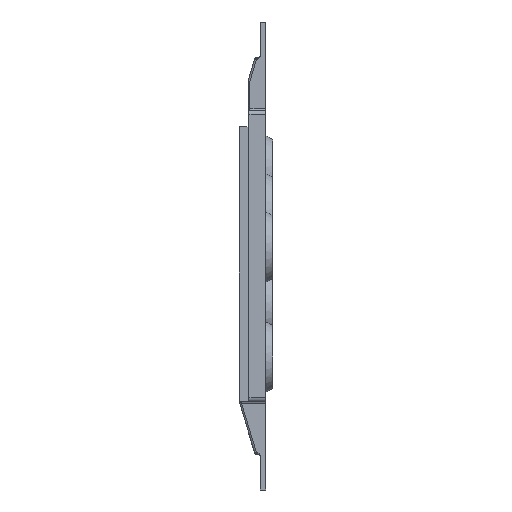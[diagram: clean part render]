
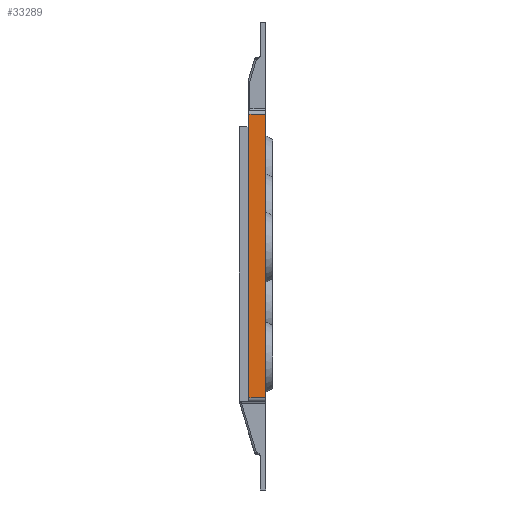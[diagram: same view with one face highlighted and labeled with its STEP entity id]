
A CAD part, left-side view. The second image highlights one B-rep face of the part: STEP entity #33289.
In plain terms, the highlighted planar face has unit normal (-1, 0, 0).
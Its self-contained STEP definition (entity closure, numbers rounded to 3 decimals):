
#243 = VERTEX_POINT ( 'NONE', #14890 ) ;
#577 = VERTEX_POINT ( 'NONE', #14937 ) ;
#714 = VERTEX_POINT ( 'NONE', #15349 ) ;
#1234 = VERTEX_POINT ( 'NONE', #15240 ) ;
#4521 = LINE ( 'NONE', #164268, #4528 ) ;
#4528 = VECTOR ( 'NONE', #164299, 1000. ) ;
#4570 = LINE ( 'NONE', #164764, #4583 ) ;
#4582 = LINE ( 'NONE', #164781, #4585 ) ;
#4583 = VECTOR ( 'NONE', #164712, 1000. ) ;
#4585 = VECTOR ( 'NONE', #164787, 1000. ) ;
#4820 = LINE ( 'NONE', #167497, #4823 ) ;
#4823 = VECTOR ( 'NONE', #167502, 1000. ) ;
#11220 = ORIENTED_EDGE ( 'NONE', *, *, #86126, .T. ) ;
#11447 = ORIENTED_EDGE ( 'NONE', *, *, #86127, .T. ) ;
#11466 = ORIENTED_EDGE ( 'NONE', *, *, #86093, .T. ) ;
#11897 = ORIENTED_EDGE ( 'NONE', *, *, #86289, .T. ) ;
#14890 = CARTESIAN_POINT ( 'NONE',  ( -459.04, 73.894, -163.626 ) ) ;
#14937 = CARTESIAN_POINT ( 'NONE',  ( -459.04, 54.894, 156.374 ) ) ;
#15240 = CARTESIAN_POINT ( 'NONE',  ( -459.04, 73.894, 156.374 ) ) ;
#15349 = CARTESIAN_POINT ( 'NONE',  ( -459.04, 54.894, -163.626 ) ) ;
#33289 = ADVANCED_FACE ( 'NONE', ( #64621 ), #69235, .F. ) ;
#64621 = FACE_OUTER_BOUND ( 'NONE', #160461, .T. ) ;
#69228 = CARTESIAN_POINT ( 'NONE',  ( -459.04, 84.894, 160.374 ) ) ;
#69235 = PLANE ( 'NONE',  #89936 ) ;
#69237 = DIRECTION ( 'NONE',  ( 1., 0., 0. ) ) ;
#69238 = DIRECTION ( 'NONE',  ( 0., 0., -1. ) ) ;
#86093 = EDGE_CURVE ( 'NONE', #577, #1234, #4521, .T. ) ;
#86126 = EDGE_CURVE ( 'NONE', #243, #714, #4570, .T. ) ;
#86127 = EDGE_CURVE ( 'NONE', #1234, #243, #4582, .T. ) ;
#86289 = EDGE_CURVE ( 'NONE', #714, #577, #4820, .T. ) ;
#89936 = AXIS2_PLACEMENT_3D ( 'NONE', #69228, #69237, #69238 ) ;
#160461 = EDGE_LOOP ( 'NONE', ( #11466, #11447, #11220, #11897 ) ) ;
#164268 = CARTESIAN_POINT ( 'NONE',  ( -459.04, 84.894, 156.374 ) ) ;
#164299 = DIRECTION ( 'NONE',  ( 0., 1., 0. ) ) ;
#164712 = DIRECTION ( 'NONE',  ( 0., -1., 0. ) ) ;
#164764 = CARTESIAN_POINT ( 'NONE',  ( -459.04, 84.894, -163.626 ) ) ;
#164781 = CARTESIAN_POINT ( 'NONE',  ( -459.04, 73.894, 160.374 ) ) ;
#164787 = DIRECTION ( 'NONE',  ( 0., 0., -1. ) ) ;
#167497 = CARTESIAN_POINT ( 'NONE',  ( -459.04, 54.894, 160.374 ) ) ;
#167502 = DIRECTION ( 'NONE',  ( 0., 0., 1. ) ) ;
